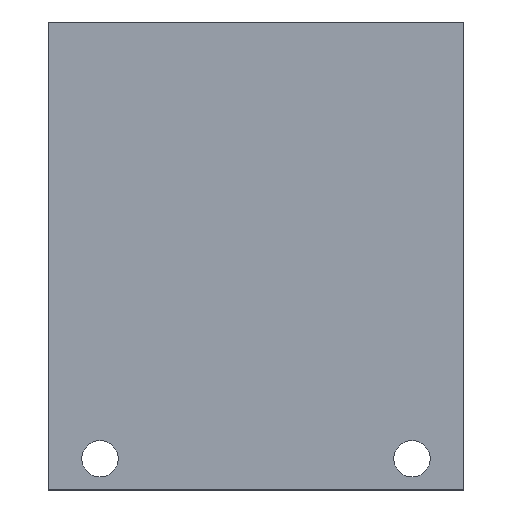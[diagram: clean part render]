
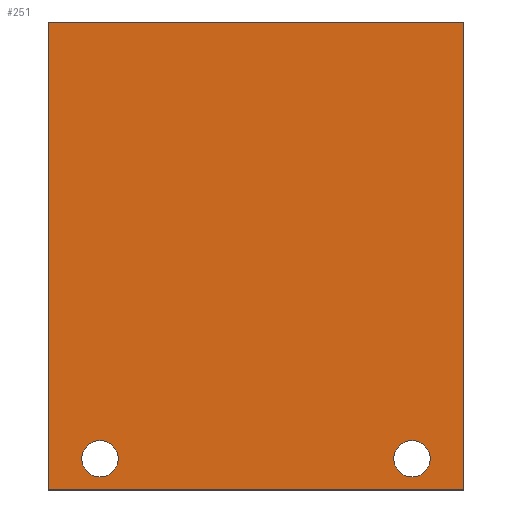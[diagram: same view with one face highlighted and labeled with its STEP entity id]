
A CAD part, top view. The second image highlights one B-rep face of the part: STEP entity #251.
In plain terms, the highlighted planar face has unit normal (0, 0, 1).
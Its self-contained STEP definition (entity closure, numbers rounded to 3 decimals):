
#15=FACE_BOUND('',#64,.T.);
#16=FACE_BOUND('',#65,.T.);
#31=PLANE('',#302);
#47=FACE_OUTER_BOUND('',#63,.T.);
#63=EDGE_LOOP('',(#215,#216,#217,#218));
#64=EDGE_LOOP('',(#219));
#65=EDGE_LOOP('',(#220));
#81=LINE('',#428,#99);
#84=LINE('',#434,#102);
#87=LINE('',#440,#105);
#90=LINE('',#444,#108);
#99=VECTOR('',#360,10.);
#102=VECTOR('',#365,10.);
#105=VECTOR('',#370,10.);
#108=VECTOR('',#375,10.);
#117=CIRCLE('',#293,1.75);
#119=CIRCLE('',#296,1.75);
#129=VERTEX_POINT('',#410);
#131=VERTEX_POINT('',#416);
#135=VERTEX_POINT('',#425);
#136=VERTEX_POINT('',#427);
#138=VERTEX_POINT('',#433);
#140=VERTEX_POINT('',#439);
#153=EDGE_CURVE('',#129,#129,#117,.T.);
#156=EDGE_CURVE('',#131,#131,#119,.T.);
#161=EDGE_CURVE('',#136,#135,#81,.T.);
#164=EDGE_CURVE('',#138,#136,#84,.T.);
#167=EDGE_CURVE('',#140,#138,#87,.T.);
#170=EDGE_CURVE('',#135,#140,#90,.T.);
#215=ORIENTED_EDGE('',*,*,#170,.T.);
#216=ORIENTED_EDGE('',*,*,#167,.T.);
#217=ORIENTED_EDGE('',*,*,#164,.T.);
#218=ORIENTED_EDGE('',*,*,#161,.T.);
#219=ORIENTED_EDGE('',*,*,#156,.T.);
#220=ORIENTED_EDGE('',*,*,#153,.T.);
#251=ADVANCED_FACE('',(#47,#15,#16),#31,.T.);
#293=AXIS2_PLACEMENT_3D('',#411,#344,#345);
#296=AXIS2_PLACEMENT_3D('',#417,#351,#352);
#302=AXIS2_PLACEMENT_3D('',#445,#376,#377);
#344=DIRECTION('center_axis',(0.,0.,-1.));
#345=DIRECTION('ref_axis',(-1.,0.,0.));
#351=DIRECTION('center_axis',(0.,0.,-1.));
#352=DIRECTION('ref_axis',(-1.,0.,0.));
#360=DIRECTION('',(1.,0.,0.));
#365=DIRECTION('',(0.,-1.,0.));
#370=DIRECTION('',(-1.,0.,0.));
#375=DIRECTION('',(0.,1.,0.));
#376=DIRECTION('center_axis',(0.,0.,1.));
#377=DIRECTION('ref_axis',(1.,0.,0.));
#410=CARTESIAN_POINT('',(6.75,3.,2.));
#411=CARTESIAN_POINT('Origin',(5.,3.,2.));
#416=CARTESIAN_POINT('',(36.75,3.,2.));
#417=CARTESIAN_POINT('Origin',(35.,3.,2.));
#425=CARTESIAN_POINT('',(40.,0.,2.));
#427=CARTESIAN_POINT('',(0.,0.,2.));
#428=CARTESIAN_POINT('',(0.,0.,2.));
#433=CARTESIAN_POINT('',(0.,45.,2.));
#434=CARTESIAN_POINT('',(0.,45.,2.));
#439=CARTESIAN_POINT('',(40.,45.,2.));
#440=CARTESIAN_POINT('',(40.,45.,2.));
#444=CARTESIAN_POINT('',(40.,0.,2.));
#445=CARTESIAN_POINT('Origin',(20.,22.5,2.));
